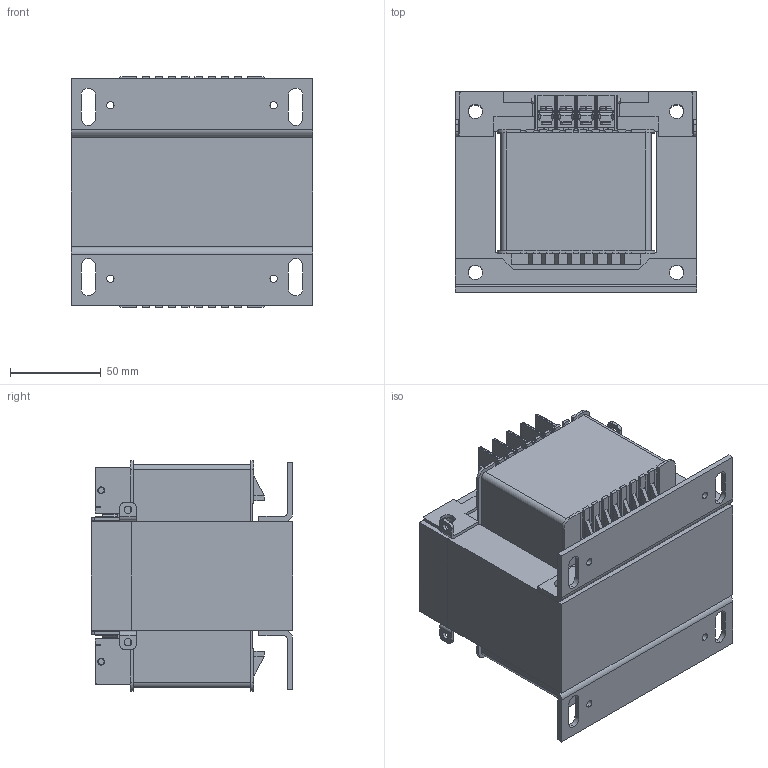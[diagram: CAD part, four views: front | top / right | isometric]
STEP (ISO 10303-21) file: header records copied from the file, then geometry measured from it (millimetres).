
FILE_DESCRIPTION (( 'STEP AP214' ), '1' );
FILE_NAME ('SP750MQMJ.step', '2019-03-27T13:35:24', ( '' ), ( '' ), 'SwSTEP 2.0', 'SolidWorks 2018', '' );
FILE_SCHEMA (( 'AUTOMOTIVE_DESIGN' ));
Length unit declared in the file: inch
Products named in the file (1): SP750MQMJ
Bounding box: 133.35 x 111.01 x 127 mm (x, y, z)
Volume: 1200883.2 mm3; surface area: 221205.8 mm2
Topology: 42 solids, 42 shells, 3368 faces, 9342 edges, 5988 vertices
Faces by surface type: plane 2121, cylinder 949, bspline 260, cone 38
Entity records: 132663 total; most frequent: CARTESIAN_POINT 49561, ORIENTED_EDGE 18556, DIRECTION 15246, EDGE_CURVE 9278, VECTOR 6340, LINE 6340, VERTEX_POINT 5988, AXIS2_PLACEMENT_3D 4453
